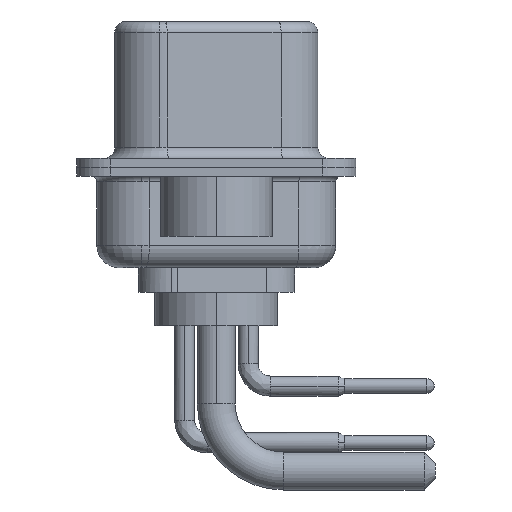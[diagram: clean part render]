
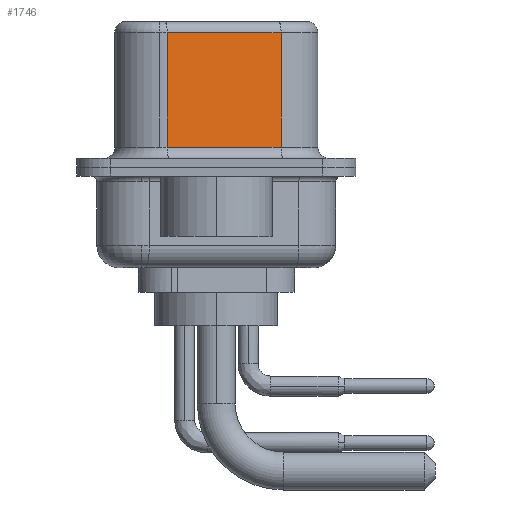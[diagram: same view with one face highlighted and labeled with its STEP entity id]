
A CAD part, left-side view. The second image highlights one B-rep face of the part: STEP entity #1746.
In plain terms, the highlighted planar face has unit normal (-0.985, -0.174, 0).
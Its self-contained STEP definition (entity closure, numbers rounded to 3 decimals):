
#1311 = CARTESIAN_POINT ( 'NONE',  ( 4.58, -2.897, 6.52 ) ) ;
#1746 = ADVANCED_FACE ( 'NONE', ( #20302 ), #5050, .F. ) ;
#3274 = ORIENTED_EDGE ( 'NONE', *, *, #7961, .T. ) ;
#3842 = LINE ( 'NONE', #8869, #18489 ) ;
#4216 = DIRECTION ( 'NONE',  ( 0., 0., -1. ) ) ;
#5050 = PLANE ( 'NONE',  #7464 ) ;
#5909 = CARTESIAN_POINT ( 'NONE',  ( 4.58, -2.897, 0.9 ) ) ;
#5956 = CARTESIAN_POINT ( 'NONE',  ( 4.58, -2.897, 6.02 ) ) ;
#6010 = ORIENTED_EDGE ( 'NONE', *, *, #6876, .T. ) ;
#6538 = DIRECTION ( 'NONE',  ( -0.174, 0.985, 0. ) ) ;
#6876 = EDGE_CURVE ( 'NONE', #20200, #21033, #3842, .T. ) ;
#7464 = AXIS2_PLACEMENT_3D ( 'NONE', #1311, #20528, #6538 ) ;
#7747 = CARTESIAN_POINT ( 'NONE',  ( 4.58, -2.897, 0.9 ) ) ;
#7892 = VERTEX_POINT ( 'NONE', #7747 ) ;
#7961 = EDGE_CURVE ( 'NONE', #22088, #7892, #21503, .T. ) ;
#8295 = EDGE_CURVE ( 'NONE', #21033, #22088, #21907, .T. ) ;
#8869 = CARTESIAN_POINT ( 'NONE',  ( 4.58, -2.897, 6.02 ) ) ;
#9577 = LINE ( 'NONE', #19806, #13810 ) ;
#12884 = ORIENTED_EDGE ( 'NONE', *, *, #8295, .T. ) ;
#13062 = ORIENTED_EDGE ( 'NONE', *, *, #14231, .F. ) ;
#13810 = VECTOR ( 'NONE', #4216, 1000. ) ;
#14231 = EDGE_CURVE ( 'NONE', #20200, #7892, #9577, .T. ) ;
#14430 = CARTESIAN_POINT ( 'NONE',  ( 3.68, 2.203, 6.02 ) ) ;
#15389 = EDGE_LOOP ( 'NONE', ( #13062, #6010, #12884, #3274 ) ) ;
#16035 = DIRECTION ( 'NONE',  ( -0.174, 0.985, 0. ) ) ;
#16343 = VECTOR ( 'NONE', #21619, 1000. ) ;
#18266 = DIRECTION ( 'NONE',  ( 0., 0., -1. ) ) ;
#18489 = VECTOR ( 'NONE', #16035, 1000. ) ;
#18534 = VECTOR ( 'NONE', #18266, 1000. ) ;
#19806 = CARTESIAN_POINT ( 'NONE',  ( 4.58, -2.897, 6.52 ) ) ;
#20196 = CARTESIAN_POINT ( 'NONE',  ( 3.68, 2.203, 6.52 ) ) ;
#20200 = VERTEX_POINT ( 'NONE', #5956 ) ;
#20302 = FACE_OUTER_BOUND ( 'NONE', #15389, .T. ) ;
#20528 = DIRECTION ( 'NONE',  ( 0.985, 0.174, 0. ) ) ;
#21033 = VERTEX_POINT ( 'NONE', #14430 ) ;
#21503 = LINE ( 'NONE', #5909, #16343 ) ;
#21619 = DIRECTION ( 'NONE',  ( 0.174, -0.985, 0. ) ) ;
#21884 = CARTESIAN_POINT ( 'NONE',  ( 3.68, 2.203, 0.9 ) ) ;
#21907 = LINE ( 'NONE', #20196, #18534 ) ;
#22088 = VERTEX_POINT ( 'NONE', #21884 ) ;
